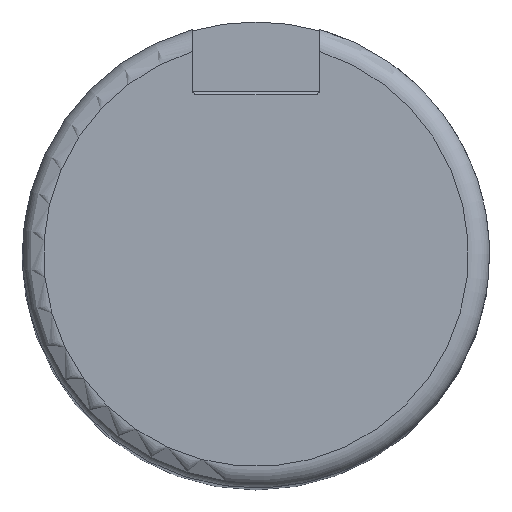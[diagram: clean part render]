
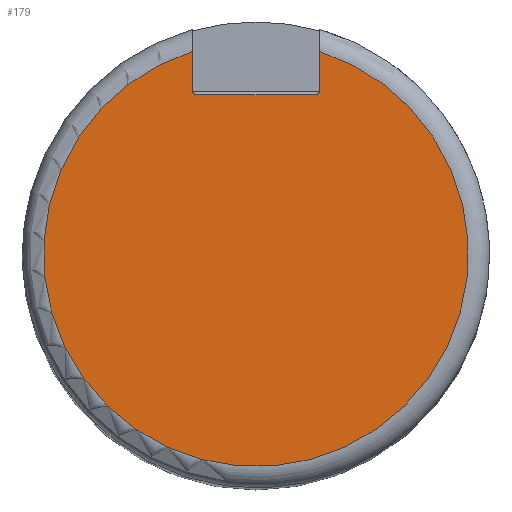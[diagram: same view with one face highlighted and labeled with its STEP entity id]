
A CAD part, top view. The second image highlights one B-rep face of the part: STEP entity #179.
In plain terms, the highlighted planar face has unit normal (0, 0, 1).
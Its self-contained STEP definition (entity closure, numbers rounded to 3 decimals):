
#20=PLANE('',#208);
#27=FACE_OUTER_BOUND('',#38,.T.);
#38=EDGE_LOOP('',(#132,#133,#134,#135,#136,#137));
#51=LINE('',#297,#65);
#52=LINE('',#301,#66);
#53=LINE('',#305,#67);
#65=VECTOR('',#240,1.789);
#66=VECTOR('',#243,1.789);
#67=VECTOR('',#246,5.5);
#80=CIRCLE('',#209,10.);
#81=CIRCLE('',#210,0.25);
#82=CIRCLE('',#211,0.25);
#89=VERTEX_POINT('',#295);
#90=VERTEX_POINT('',#296);
#91=VERTEX_POINT('',#298);
#92=VERTEX_POINT('',#300);
#93=VERTEX_POINT('',#302);
#94=VERTEX_POINT('',#304);
#106=EDGE_CURVE('',#89,#90,#51,.T.);
#107=EDGE_CURVE('',#89,#91,#80,.T.);
#108=EDGE_CURVE('',#92,#91,#52,.T.);
#109=EDGE_CURVE('',#92,#93,#81,.F.);
#110=EDGE_CURVE('',#94,#93,#53,.T.);
#111=EDGE_CURVE('',#94,#90,#82,.F.);
#132=ORIENTED_EDGE('',*,*,#106,.F.);
#133=ORIENTED_EDGE('',*,*,#107,.T.);
#134=ORIENTED_EDGE('',*,*,#108,.F.);
#135=ORIENTED_EDGE('',*,*,#109,.T.);
#136=ORIENTED_EDGE('',*,*,#110,.F.);
#137=ORIENTED_EDGE('',*,*,#111,.T.);
#179=ADVANCED_FACE('',(#27),#20,.T.);
#208=AXIS2_PLACEMENT_3D('',#294,#238,#239);
#209=AXIS2_PLACEMENT_3D('',#299,#241,#242);
#210=AXIS2_PLACEMENT_3D('',#303,#244,#245);
#211=AXIS2_PLACEMENT_3D('',#306,#247,#248);
#238=DIRECTION('center_axis',(0.,0.,1.));
#239=DIRECTION('ref_axis',(1.,0.,0.));
#240=DIRECTION('',(0.,-1.,0.));
#241=DIRECTION('center_axis',(0.,0.,1.));
#242=DIRECTION('ref_axis',(1.,0.,0.));
#243=DIRECTION('',(0.,1.,0.));
#244=DIRECTION('center_axis',(0.,0.,1.));
#245=DIRECTION('ref_axis',(1.,0.,0.));
#246=DIRECTION('',(1.,0.,0.));
#247=DIRECTION('center_axis',(0.,0.,1.));
#248=DIRECTION('ref_axis',(1.,0.,0.));
#294=CARTESIAN_POINT('Origin',(0.,0.,60.));
#295=CARTESIAN_POINT('',(-3.,9.539,60.));
#296=CARTESIAN_POINT('',(-3.,7.75,60.));
#297=CARTESIAN_POINT('',(-3.,9.539,60.));
#298=CARTESIAN_POINT('',(3.,9.539,60.));
#299=CARTESIAN_POINT('Origin',(0.,0.,60.));
#300=CARTESIAN_POINT('',(3.,7.75,60.));
#301=CARTESIAN_POINT('',(3.,7.75,60.));
#302=CARTESIAN_POINT('',(2.75,7.5,60.));
#303=CARTESIAN_POINT('Origin',(2.75,7.75,60.));
#304=CARTESIAN_POINT('',(-2.75,7.5,60.));
#305=CARTESIAN_POINT('',(-2.75,7.5,60.));
#306=CARTESIAN_POINT('Origin',(-2.75,7.75,60.));
